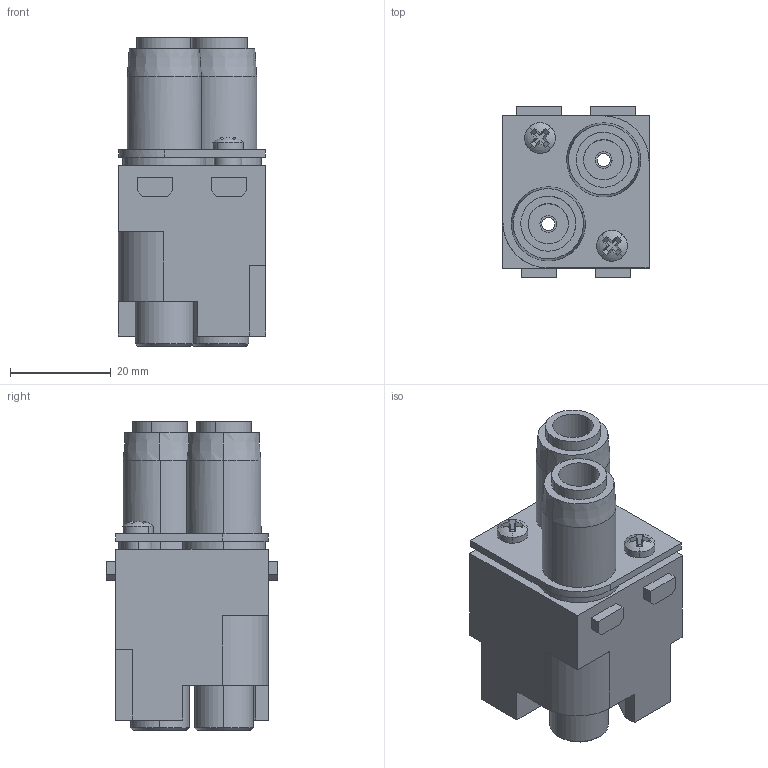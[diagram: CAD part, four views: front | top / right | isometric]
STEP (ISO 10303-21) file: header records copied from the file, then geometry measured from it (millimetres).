
FILE_DESCRIPTION(('CATIA V5 STEP Exchange','CAx-IF Rec.Pracs.--- Model Styling and Organization---1.4--- 2014-01-23'),'2;1');
FILE_NAME ('1255375-1_1', '2021-01-28T07:16:01+00:00', ('none'), ('Weidmueller'), 'CATIA Version 5-6 Release 2016 SP3 HF44', 'CATIA V5 STEP AP214', 'none');
FILE_SCHEMA(('AUTOMOTIVE_DESIGN { 1 0 10303 214 1 1 1 1 }'));
Length unit declared in the file: millimetre
Products named in the file (1): 2748380000
Bounding box: 29.3 x 34.1 x 61.3 mm (x, y, z)
Volume: 26864.7 mm3; surface area: 18344.5 mm2
Topology: 2 solids, 2 shells, 198 faces, 496 edges, 332 vertices
Faces by surface type: plane 118, cylinder 52, cone 20, sphere 8
Entity records: 6475 total; most frequent: CARTESIAN_POINT 1883, ORIENTED_EDGE 992, DIRECTION 784, EDGE_CURVE 496, VERTEX_POINT 332, VECTOR 304, LINE 304, AXIS2_PLACEMENT_3D 298
